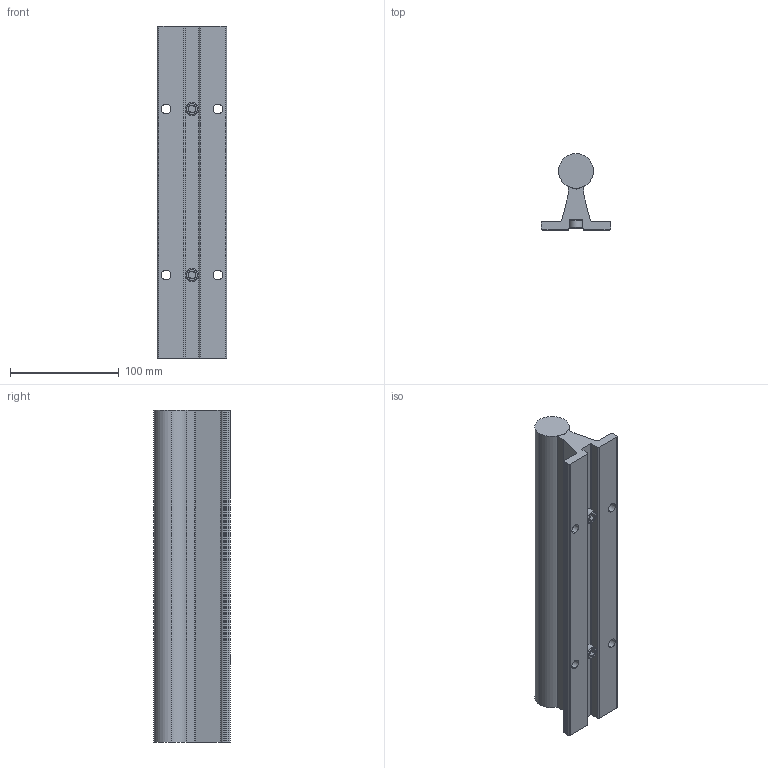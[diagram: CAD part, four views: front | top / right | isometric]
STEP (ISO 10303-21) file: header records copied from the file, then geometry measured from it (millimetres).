
FILE_DESCRIPTION (( 'STEP AP203' ), '1' );
FILE_NAME ('SRA20SS-012.000-SL.step', '2023-06-07T12:40:41', ( '' ), ( '' ), 'SwSTEP 2.0', 'SolidWorks 2021', '' );
FILE_SCHEMA (( 'CONFIG_CONTROL_DESIGN' ));
Length unit declared in the file: inch
Products named in the file (1): SRA20SS-012.000-SL
Bounding box: 63.5 x 69.85 x 304.8 mm (x, y, z)
Volume: 533872.8 mm3; surface area: 104212.5 mm2
Topology: 4 solids, 4 shells, 123 faces, 289 edges, 176 vertices
Faces by surface type: plane 49, cylinder 44, cone 30
Entity records: 3808 total; most frequent: CARTESIAN_POINT 875, DIRECTION 617, ORIENTED_EDGE 570, EDGE_CURVE 285, AXIS2_PLACEMENT_3D 230, VERTEX_POINT 176, VECTOR 157, LINE 157
